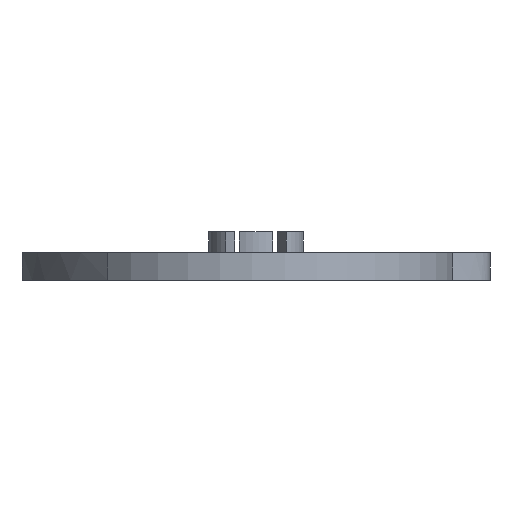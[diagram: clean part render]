
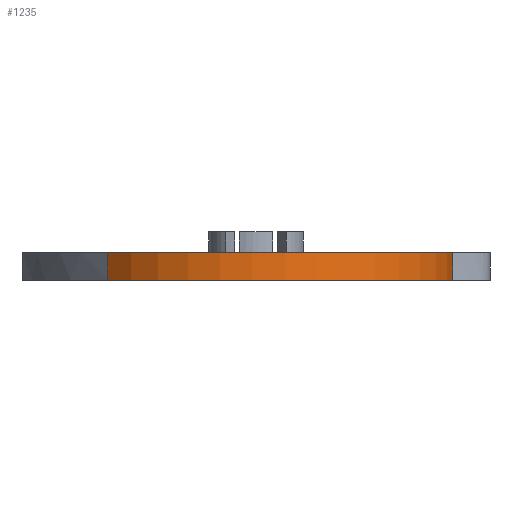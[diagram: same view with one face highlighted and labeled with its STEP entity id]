
A CAD part, front view. The second image highlights one B-rep face of the part: STEP entity #1235.
In plain terms, the highlighted cylindrical face has radius 42.5 mm (diameter 85 mm), a partial arc.
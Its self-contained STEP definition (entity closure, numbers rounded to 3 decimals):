
#169=FACE_OUTER_BOUND('',#241,.T.);
#241=EDGE_LOOP('',(#1075,#1076,#1077,#1078));
#352=LINE('',#2795,#451);
#353=LINE('',#2799,#452);
#451=VECTOR('',#1632,10.);
#452=VECTOR('',#1637,10.);
#480=CIRCLE('',#1310,42.5);
#499=CIRCLE('',#1347,42.5);
#576=VERTEX_POINT('',#2549);
#577=VERTEX_POINT('',#2565);
#615=VERTEX_POINT('',#2779);
#616=VERTEX_POINT('',#2797);
#730=EDGE_CURVE('',#576,#577,#480,.T.);
#788=EDGE_CURVE('',#576,#615,#352,.T.);
#789=EDGE_CURVE('',#616,#615,#499,.T.);
#790=EDGE_CURVE('',#577,#616,#353,.T.);
#1075=ORIENTED_EDGE('',*,*,#788,.T.);
#1076=ORIENTED_EDGE('',*,*,#789,.F.);
#1077=ORIENTED_EDGE('',*,*,#790,.F.);
#1078=ORIENTED_EDGE('',*,*,#730,.F.);
#1171=CYLINDRICAL_SURFACE('',#1346,42.5);
#1235=ADVANCED_FACE('',(#169),#1171,.T.);
#1310=AXIS2_PLACEMENT_3D('',#2566,#1525,#1526);
#1346=AXIS2_PLACEMENT_3D('',#2796,#1633,#1634);
#1347=AXIS2_PLACEMENT_3D('',#2798,#1635,#1636);
#1525=DIRECTION('center_axis',(0.,0.,-1.));
#1526=DIRECTION('ref_axis',(1.,0.,0.));
#1632=DIRECTION('',(0.,0.,1.));
#1633=DIRECTION('center_axis',(0.,0.,1.));
#1634=DIRECTION('ref_axis',(1.,0.,0.));
#1635=DIRECTION('center_axis',(0.,0.,1.));
#1636=DIRECTION('ref_axis',(1.,0.,0.));
#1637=DIRECTION('',(0.,0.,1.));
#2549=CARTESIAN_POINT('',(42.311,-4.,-3.));
#2565=CARTESIAN_POINT('',(-31.891,-28.093,-3.));
#2566=CARTESIAN_POINT('Origin',(0.,0.,-3.));
#2779=CARTESIAN_POINT('',(42.311,-4.,3.));
#2795=CARTESIAN_POINT('',(42.311,-4.,0.));
#2796=CARTESIAN_POINT('Origin',(0.,0.,0.));
#2797=CARTESIAN_POINT('',(-31.891,-28.093,3.));
#2798=CARTESIAN_POINT('Origin',(0.,0.,3.));
#2799=CARTESIAN_POINT('',(-31.891,-28.093,0.));
